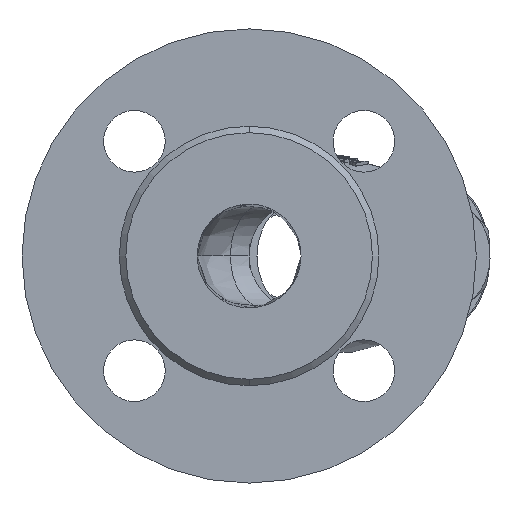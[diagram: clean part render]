
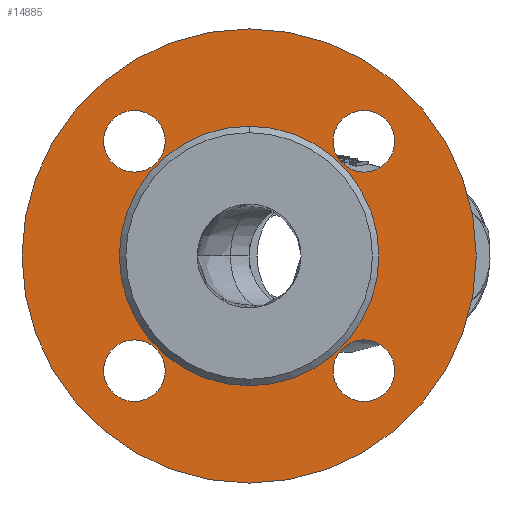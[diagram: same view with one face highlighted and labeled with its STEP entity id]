
A CAD part, left-side view. The second image highlights one B-rep face of the part: STEP entity #14885.
In plain terms, the highlighted planar face has unit normal (-1, 0, 0).
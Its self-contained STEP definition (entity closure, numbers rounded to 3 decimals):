
#53 = AXIS2_PLACEMENT_3D ( 'NONE', #20139, #2978, #4371 ) ;
#78 = ORIENTED_EDGE ( 'NONE', *, *, #14308, .T. ) ;
#214 = CARTESIAN_POINT ( 'NONE',  ( -88., 0., 0. ) ) ;
#229 = DIRECTION ( 'NONE',  ( 0., 0., -1. ) ) ;
#817 = AXIS2_PLACEMENT_3D ( 'NONE', #12858, #4437, #21941 ) ;
#871 = CIRCLE ( 'NONE', #18582, 70. ) ;
#1437 = ORIENTED_EDGE ( 'NONE', *, *, #12917, .T. ) ;
#1478 = VERTEX_POINT ( 'NONE', #15615 ) ;
#1602 = CARTESIAN_POINT ( 'NONE',  ( -88., -35.355, 35.355 ) ) ;
#1669 = DIRECTION ( 'NONE',  ( 0., 0., -1. ) ) ;
#1714 = DIRECTION ( 'NONE',  ( 1., 0., 0. ) ) ;
#1744 = CARTESIAN_POINT ( 'NONE',  ( -88., 0., 0. ) ) ;
#1779 = VERTEX_POINT ( 'NONE', #5600 ) ;
#1828 = CARTESIAN_POINT ( 'NONE',  ( -88., -35.355, 25.855 ) ) ;
#2013 = EDGE_LOOP ( 'NONE', ( #4293, #6460 ) ) ;
#2127 = VERTEX_POINT ( 'NONE', #18810 ) ;
#2513 = DIRECTION ( 'NONE',  ( 1., 0., 0. ) ) ;
#2763 = EDGE_LOOP ( 'NONE', ( #8510, #17908 ) ) ;
#2770 = DIRECTION ( 'NONE',  ( -1., 0., 0. ) ) ;
#2978 = DIRECTION ( 'NONE',  ( 1., 0., 0. ) ) ;
#3066 = VERTEX_POINT ( 'NONE', #22391 ) ;
#3222 = DIRECTION ( 'NONE',  ( 0., 0., -1. ) ) ;
#3363 = CARTESIAN_POINT ( 'NONE',  ( -88., 35.355, 44.855 ) ) ;
#3435 = VERTEX_POINT ( 'NONE', #21574 ) ;
#3757 = AXIS2_PLACEMENT_3D ( 'NONE', #20647, #20540, #18805 ) ;
#4049 = CARTESIAN_POINT ( 'NONE',  ( -88., -35.355, -35.355 ) ) ;
#4152 = CIRCLE ( 'NONE', #22149, 9.5 ) ;
#4293 = ORIENTED_EDGE ( 'NONE', *, *, #7354, .F. ) ;
#4371 = DIRECTION ( 'NONE',  ( 0., 0., 1. ) ) ;
#4437 = DIRECTION ( 'NONE',  ( 1., 0., 0. ) ) ;
#4481 = FACE_BOUND ( 'NONE', #2763, .T. ) ;
#4620 = DIRECTION ( 'NONE',  ( 0., 0., 1. ) ) ;
#4646 = EDGE_CURVE ( 'NONE', #3066, #3435, #21481, .T. ) ;
#4882 = CIRCLE ( 'NONE', #11867, 9.5 ) ;
#4951 = VERTEX_POINT ( 'NONE', #1828 ) ;
#4965 = EDGE_CURVE ( 'NONE', #4951, #2127, #15540, .T. ) ;
#4986 = DIRECTION ( 'NONE',  ( -1., 0., 0. ) ) ;
#5055 = VERTEX_POINT ( 'NONE', #21180 ) ;
#5314 = ORIENTED_EDGE ( 'NONE', *, *, #13130, .T. ) ;
#5600 = CARTESIAN_POINT ( 'NONE',  ( -88., 0., 40. ) ) ;
#5681 = AXIS2_PLACEMENT_3D ( 'NONE', #1602, #1714, #3222 ) ;
#5746 = ORIENTED_EDGE ( 'NONE', *, *, #14110, .T. ) ;
#6158 = EDGE_CURVE ( 'NONE', #16011, #1779, #11476, .T. ) ;
#6452 = DIRECTION ( 'NONE',  ( 1., 0., 0. ) ) ;
#6460 = ORIENTED_EDGE ( 'NONE', *, *, #6158, .F. ) ;
#7062 = EDGE_LOOP ( 'NONE', ( #5746, #17027 ) ) ;
#7102 = ORIENTED_EDGE ( 'NONE', *, *, #21285, .T. ) ;
#7313 = CARTESIAN_POINT ( 'NONE',  ( -88., 0., -40. ) ) ;
#7354 = EDGE_CURVE ( 'NONE', #1779, #16011, #17351, .T. ) ;
#7388 = DIRECTION ( 'NONE',  ( 1., 0., 0. ) ) ;
#7449 = CIRCLE ( 'NONE', #7814, 9.5 ) ;
#7814 = AXIS2_PLACEMENT_3D ( 'NONE', #17916, #21377, #9064 ) ;
#7942 = FACE_BOUND ( 'NONE', #12656, .T. ) ;
#8205 = VERTEX_POINT ( 'NONE', #3363 ) ;
#8461 = CARTESIAN_POINT ( 'NONE',  ( -88., 35.355, -44.855 ) ) ;
#8510 = ORIENTED_EDGE ( 'NONE', *, *, #13326, .T. ) ;
#8535 = AXIS2_PLACEMENT_3D ( 'NONE', #214, #19103, #15767 ) ;
#9064 = DIRECTION ( 'NONE',  ( 0., 0., -1. ) ) ;
#9555 = FACE_BOUND ( 'NONE', #21704, .T. ) ;
#9630 = DIRECTION ( 'NONE',  ( -1., 0., 0. ) ) ;
#9898 = VERTEX_POINT ( 'NONE', #14273 ) ;
#10026 = CIRCLE ( 'NONE', #18438, 9.5 ) ;
#10102 = EDGE_CURVE ( 'NONE', #13501, #19132, #19181, .T. ) ;
#10538 = EDGE_CURVE ( 'NONE', #9898, #8205, #7449, .T. ) ;
#11157 = CARTESIAN_POINT ( 'NONE',  ( -88., 35.355, -35.355 ) ) ;
#11476 = CIRCLE ( 'NONE', #8535, 40. ) ;
#11867 = AXIS2_PLACEMENT_3D ( 'NONE', #14868, #21885, #13364 ) ;
#12220 = CIRCLE ( 'NONE', #817, 9.5 ) ;
#12656 = EDGE_LOOP ( 'NONE', ( #5314, #17901 ) ) ;
#12858 = CARTESIAN_POINT ( 'NONE',  ( -88., 35.355, 35.355 ) ) ;
#12917 = EDGE_CURVE ( 'NONE', #1478, #5055, #4152, .T. ) ;
#12947 = AXIS2_PLACEMENT_3D ( 'NONE', #15269, #9630, #21949 ) ;
#13124 = PLANE ( 'NONE',  #53 ) ;
#13130 = EDGE_CURVE ( 'NONE', #2127, #4951, #4882, .T. ) ;
#13232 = FACE_BOUND ( 'NONE', #7062, .T. ) ;
#13326 = EDGE_CURVE ( 'NONE', #8205, #9898, #12220, .T. ) ;
#13347 = FACE_BOUND ( 'NONE', #2013, .T. ) ;
#13364 = DIRECTION ( 'NONE',  ( 0., 0., -1. ) ) ;
#13470 = CARTESIAN_POINT ( 'NONE',  ( -88., 35.355, -35.355 ) ) ;
#13501 = VERTEX_POINT ( 'NONE', #8461 ) ;
#14056 = AXIS2_PLACEMENT_3D ( 'NONE', #11157, #2513, #19789 ) ;
#14110 = EDGE_CURVE ( 'NONE', #19132, #13501, #10026, .T. ) ;
#14273 = CARTESIAN_POINT ( 'NONE',  ( -88., 35.355, 25.855 ) ) ;
#14308 = EDGE_CURVE ( 'NONE', #5055, #1478, #19560, .T. ) ;
#14868 = CARTESIAN_POINT ( 'NONE',  ( -88., -35.355, 35.355 ) ) ;
#14885 = ADVANCED_FACE ( 'NONE', ( #4481, #7942, #9555, #13232, #17019, #13347 ), #13124, .F. ) ;
#15051 = CARTESIAN_POINT ( 'NONE',  ( -88., 35.355, -25.855 ) ) ;
#15269 = CARTESIAN_POINT ( 'NONE',  ( -88., 0., 0. ) ) ;
#15540 = CIRCLE ( 'NONE', #5681, 9.5 ) ;
#15615 = CARTESIAN_POINT ( 'NONE',  ( -88., -35.355, -25.855 ) ) ;
#15767 = DIRECTION ( 'NONE',  ( 0., 0., 1. ) ) ;
#15826 = ORIENTED_EDGE ( 'NONE', *, *, #4646, .T. ) ;
#16011 = VERTEX_POINT ( 'NONE', #7313 ) ;
#17019 = FACE_OUTER_BOUND ( 'NONE', #18244, .T. ) ;
#17027 = ORIENTED_EDGE ( 'NONE', *, *, #10102, .T. ) ;
#17351 = CIRCLE ( 'NONE', #12947, 40. ) ;
#17901 = ORIENTED_EDGE ( 'NONE', *, *, #4965, .T. ) ;
#17908 = ORIENTED_EDGE ( 'NONE', *, *, #10538, .T. ) ;
#17916 = CARTESIAN_POINT ( 'NONE',  ( -88., 35.355, 35.355 ) ) ;
#18244 = EDGE_LOOP ( 'NONE', ( #15826, #7102 ) ) ;
#18438 = AXIS2_PLACEMENT_3D ( 'NONE', #13470, #6452, #1669 ) ;
#18582 = AXIS2_PLACEMENT_3D ( 'NONE', #1744, #4986, #19248 ) ;
#18805 = DIRECTION ( 'NONE',  ( 0., 0., -1. ) ) ;
#18810 = CARTESIAN_POINT ( 'NONE',  ( -88., -35.355, 44.855 ) ) ;
#19103 = DIRECTION ( 'NONE',  ( -1., 0., 0. ) ) ;
#19132 = VERTEX_POINT ( 'NONE', #15051 ) ;
#19181 = CIRCLE ( 'NONE', #14056, 9.5 ) ;
#19248 = DIRECTION ( 'NONE',  ( 0., 0., 1. ) ) ;
#19560 = CIRCLE ( 'NONE', #3757, 9.5 ) ;
#19789 = DIRECTION ( 'NONE',  ( 0., 0., -1. ) ) ;
#20139 = CARTESIAN_POINT ( 'NONE',  ( -88., 40., 0. ) ) ;
#20376 = AXIS2_PLACEMENT_3D ( 'NONE', #22452, #2770, #4620 ) ;
#20540 = DIRECTION ( 'NONE',  ( 1., 0., 0. ) ) ;
#20647 = CARTESIAN_POINT ( 'NONE',  ( -88., -35.355, -35.355 ) ) ;
#21180 = CARTESIAN_POINT ( 'NONE',  ( -88., -35.355, -44.855 ) ) ;
#21285 = EDGE_CURVE ( 'NONE', #3435, #3066, #871, .T. ) ;
#21377 = DIRECTION ( 'NONE',  ( 1., 0., 0. ) ) ;
#21481 = CIRCLE ( 'NONE', #20376, 70. ) ;
#21574 = CARTESIAN_POINT ( 'NONE',  ( -88., 0., -70. ) ) ;
#21704 = EDGE_LOOP ( 'NONE', ( #1437, #78 ) ) ;
#21885 = DIRECTION ( 'NONE',  ( 1., 0., 0. ) ) ;
#21941 = DIRECTION ( 'NONE',  ( 0., 0., -1. ) ) ;
#21949 = DIRECTION ( 'NONE',  ( 0., 0., 1. ) ) ;
#22149 = AXIS2_PLACEMENT_3D ( 'NONE', #4049, #7388, #229 ) ;
#22391 = CARTESIAN_POINT ( 'NONE',  ( -88., 0., 70. ) ) ;
#22452 = CARTESIAN_POINT ( 'NONE',  ( -88., 0., 0. ) ) ;
